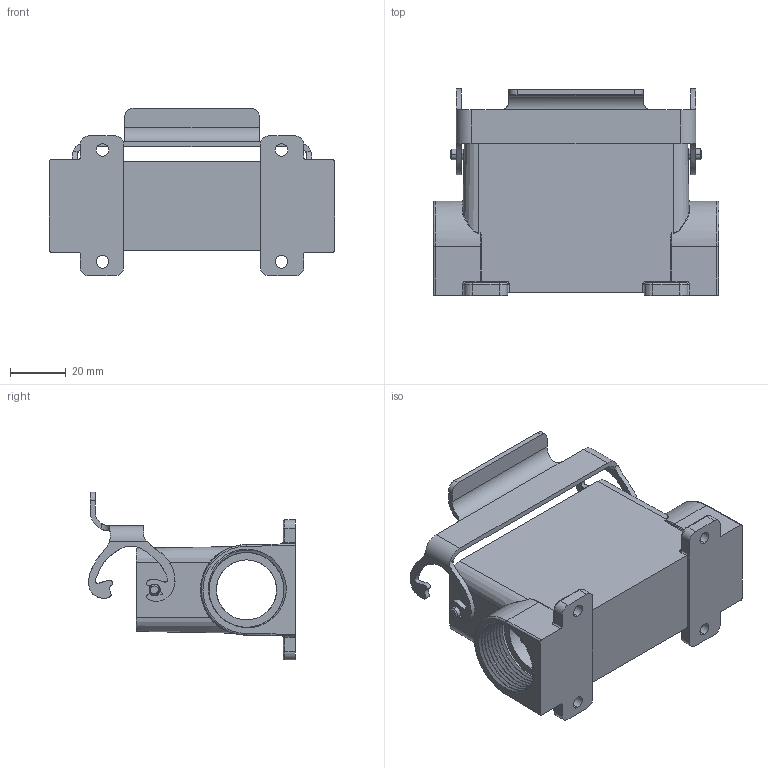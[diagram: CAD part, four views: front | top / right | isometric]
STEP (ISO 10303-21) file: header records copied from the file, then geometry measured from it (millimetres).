
FILE_DESCRIPTION (( 'STEP AP214' ), '1' );
FILE_NAME ('ZP-MC16A-2-SSM21M.step', '2015-08-12T18:05:04', ( '' ), ( '' ), 'SwSTEP 2.0', 'SolidWorks 2014', '' );
FILE_SCHEMA (( 'AUTOMOTIVE_DESIGN' ));
Length unit declared in the file: millimetre
Products named in the file (1): ZP-MC16A-2-SSM21M
Bounding box: 102 x 73.99 x 59.93 mm (x, y, z)
Volume: 56743 mm3; surface area: 40602.1 mm2
Topology: 2 solids, 2 shells, 316 faces, 823 edges, 516 vertices
Faces by surface type: cylinder 145, plane 91, bspline 48, torus 20, cone 12
Entity records: 15005 total; most frequent: CARTESIAN_POINT 6478, ORIENTED_EDGE 1638, DIRECTION 1347, EDGE_CURVE 819, VERTEX_POINT 516, AXIS2_PLACEMENT_3D 487, LINE 373, VECTOR 373
